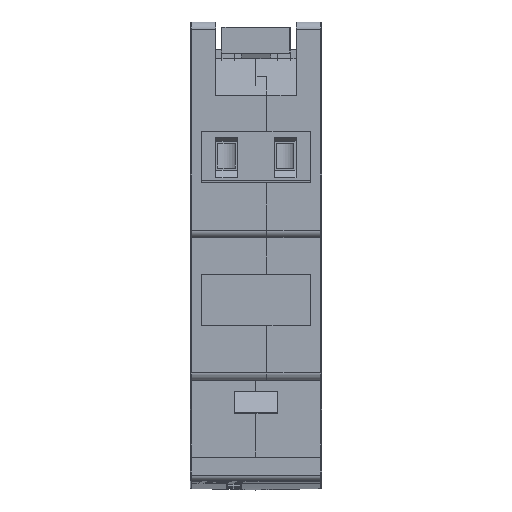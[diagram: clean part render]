
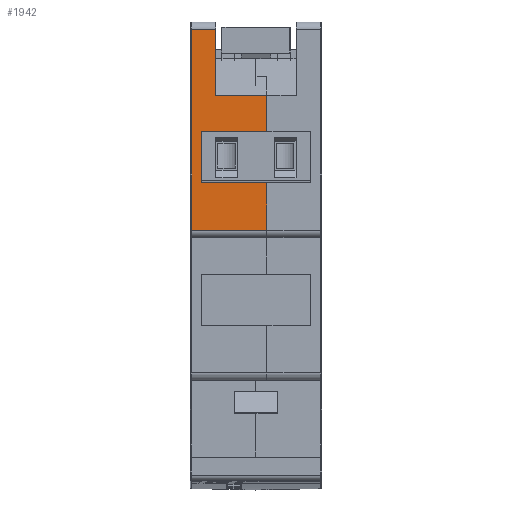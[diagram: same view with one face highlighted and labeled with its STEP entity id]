
A CAD part, top view. The second image highlights one B-rep face of the part: STEP entity #1942.
In plain terms, the highlighted planar face has unit normal (0, 0, 1).
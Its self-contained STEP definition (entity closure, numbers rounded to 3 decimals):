
#1942=ADVANCED_FACE('',(#3946),#3948,.T.);
#3946=FACE_BOUND('',#3947,.T.);
#3947=EDGE_LOOP('',(#8744,#8745,#8746,#8747,#8748,#8749,#8750,#8751,#8752,#8753));
#3948=PLANE('',#3949);
#3949=AXIS2_PLACEMENT_3D('',#3950,#3951,#3952);
#3950=CARTESIAN_POINT('',(0.,28.75,44.75));
#3951=DIRECTION('',(0.,0.,1.));
#3952=DIRECTION('',(0.,-1.,0.));
#8744=ORIENTED_EDGE('',*,*,#12007,.T.);
#8745=ORIENTED_EDGE('',*,*,#12008,.T.);
#8746=ORIENTED_EDGE('',*,*,#12009,.F.);
#8747=ORIENTED_EDGE('',*,*,#12010,.T.);
#8748=ORIENTED_EDGE('',*,*,#12011,.T.);
#8749=ORIENTED_EDGE('',*,*,#12012,.T.);
#8750=ORIENTED_EDGE('',*,*,#12013,.F.);
#8751=ORIENTED_EDGE('',*,*,#11921,.T.);
#8752=ORIENTED_EDGE('',*,*,#11887,.T.);
#8753=ORIENTED_EDGE('',*,*,#12006,.F.);
#11887=EDGE_CURVE('',#13825,#13823,#13826,.T.);
#11921=EDGE_CURVE('',#13890,#13825,#13891,.F.);
#12006=EDGE_CURVE('',#14034,#13823,#14036,.T.);
#12007=EDGE_CURVE('',#14034,#14037,#14038,.T.);
#12008=EDGE_CURVE('',#14037,#14039,#14040,.T.);
#12009=EDGE_CURVE('',#14041,#14039,#14042,.T.);
#12010=EDGE_CURVE('',#14041,#14043,#14044,.F.);
#12011=EDGE_CURVE('',#14043,#14045,#14046,.T.);
#12012=EDGE_CURVE('',#14045,#14047,#14048,.F.);
#12013=EDGE_CURVE('',#13890,#14047,#14049,.T.);
#13823=VERTEX_POINT('',#17265);
#13825=VERTEX_POINT('',#17270);
#13826=LINE('',#17271,#17272);
#13890=VERTEX_POINT('',#17410);
#13891=LINE('',#17411,#17412);
#14034=VERTEX_POINT('',#17722);
#14036=LINE('',#17727,#17728);
#14037=VERTEX_POINT('',#17730);
#14038=LINE('',#17731,#17732);
#14039=VERTEX_POINT('',#17734);
#14040=LINE('',#17735,#17736);
#14041=VERTEX_POINT('',#17738);
#14042=LINE('',#17739,#17740);
#14043=VERTEX_POINT('',#17742);
#14044=LINE('',#17743,#17744);
#14045=VERTEX_POINT('',#17746);
#14046=LINE('',#17747,#17748);
#14047=VERTEX_POINT('',#17750);
#14048=LINE('',#17751,#17752);
#14049=LINE('',#17754,#17755);
#17265=CARTESIAN_POINT('',(3.5,28.75,44.75));
#17270=CARTESIAN_POINT('',(3.5,19.75,44.75));
#17271=CARTESIAN_POINT('',(3.5,19.75,44.75));
#17272=VECTOR('',#17273,1.);
#17273=DIRECTION('',(0.,1.,0.));
#17410=CARTESIAN_POINT('',(10.5,19.75,44.75));
#17411=CARTESIAN_POINT('',(3.5,19.75,44.75));
#17412=VECTOR('',#17413,1.);
#17413=DIRECTION('',(1.,0.,0.));
#17722=CARTESIAN_POINT('',(0.2,28.75,44.75));
#17727=CARTESIAN_POINT('',(0.2,28.75,44.75));
#17728=VECTOR('',#17729,1.);
#17729=DIRECTION('',(1.,0.,0.));
#17730=CARTESIAN_POINT('',(0.2,1.25,44.75));
#17731=CARTESIAN_POINT('',(0.2,28.75,44.75));
#17732=VECTOR('',#17733,1.);
#17733=DIRECTION('',(0.,-1.,0.));
#17734=CARTESIAN_POINT('',(10.5,1.25,44.75));
#17735=CARTESIAN_POINT('',(0.2,1.25,44.75));
#17736=VECTOR('',#17737,1.);
#17737=DIRECTION('',(1.,0.,0.));
#17738=CARTESIAN_POINT('',(10.5,7.75,44.75));
#17739=CARTESIAN_POINT('',(10.5,7.75,44.75));
#17740=VECTOR('',#17741,1.);
#17741=DIRECTION('',(0.,-1.,0.));
#17742=CARTESIAN_POINT('',(1.5,7.75,44.75));
#17743=CARTESIAN_POINT('',(1.5,7.75,44.75));
#17744=VECTOR('',#17745,1.);
#17745=DIRECTION('',(1.,0.,0.));
#17746=CARTESIAN_POINT('',(1.5,14.75,44.75));
#17747=CARTESIAN_POINT('',(1.5,7.75,44.75));
#17748=VECTOR('',#17749,1.);
#17749=DIRECTION('',(0.,1.,0.));
#17750=CARTESIAN_POINT('',(10.5,14.75,44.75));
#17751=CARTESIAN_POINT('',(10.5,14.75,44.75));
#17752=VECTOR('',#17753,1.);
#17753=DIRECTION('',(-1.,0.,0.));
#17754=CARTESIAN_POINT('',(10.5,19.75,44.75));
#17755=VECTOR('',#17756,1.);
#17756=DIRECTION('',(0.,-1.,0.));
